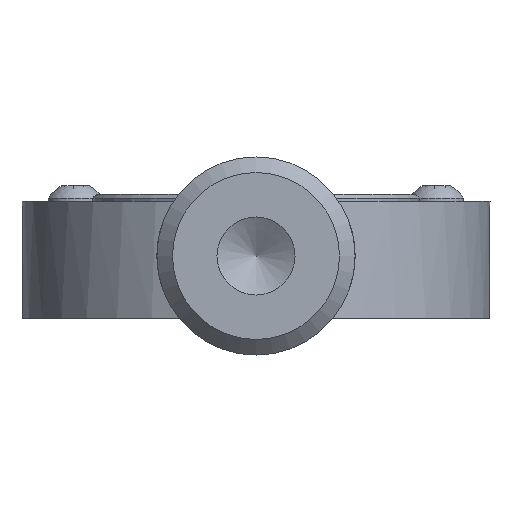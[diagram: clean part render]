
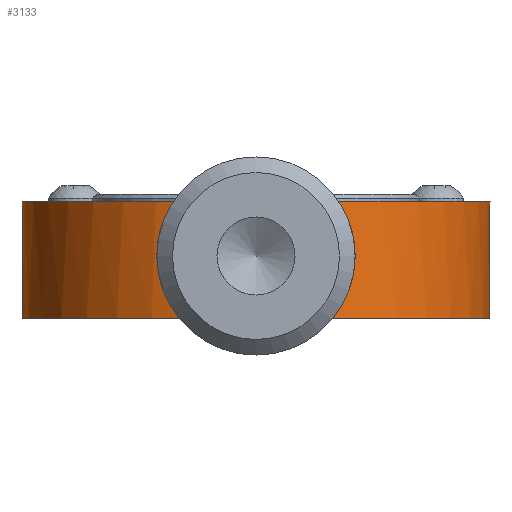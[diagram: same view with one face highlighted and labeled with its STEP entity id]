
A CAD part, front view. The second image highlights one B-rep face of the part: STEP entity #3133.
In plain terms, the highlighted cylindrical face has radius 15 mm (diameter 30 mm), a partial arc.
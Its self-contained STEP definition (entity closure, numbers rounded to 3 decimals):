
#39 = ORIENTED_EDGE ( 'NONE', *, *, #445, .F. ) ;
#69 = CARTESIAN_POINT ( 'NONE',  ( 14.142, 5., 1.7 ) ) ;
#155 = VECTOR ( 'NONE', #5122, 1000. ) ;
#166 = CARTESIAN_POINT ( 'NONE',  ( -1.75, -14.898, 0. ) ) ;
#279 = ORIENTED_EDGE ( 'NONE', *, *, #9111, .F. ) ;
#409 = DIRECTION ( 'NONE',  ( 0., 0., 1. ) ) ;
#445 = EDGE_CURVE ( 'NONE', #1887, #6878, #762, .T. ) ;
#516 = CIRCLE ( 'NONE', #3413, 15. ) ;
#762 = LINE ( 'NONE', #8805, #155 ) ;
#898 = AXIS2_PLACEMENT_3D ( 'NONE', #5978, #8252, #3732 ) ;
#914 = CYLINDRICAL_SURFACE ( 'NONE', #898, 15. ) ;
#934 = CARTESIAN_POINT ( 'NONE',  ( 0., 0., 0. ) ) ;
#1028 = ORIENTED_EDGE ( 'NONE', *, *, #5806, .T. ) ;
#1119 = VERTEX_POINT ( 'NONE', #8324 ) ;
#1169 = CARTESIAN_POINT ( 'NONE',  ( 0., 0., 7.5 ) ) ;
#1188 = DIRECTION ( 'NONE',  ( 1., 0., 0. ) ) ;
#1215 = DIRECTION ( 'NONE',  ( 1., 0., 0. ) ) ;
#1887 = VERTEX_POINT ( 'NONE', #7853 ) ;
#2415 = LINE ( 'NONE', #166, #7264 ) ;
#2528 = VERTEX_POINT ( 'NONE', #69 ) ;
#2598 = LINE ( 'NONE', #4171, #8110 ) ;
#2729 = CARTESIAN_POINT ( 'NONE',  ( 1.75, -14.898, 0. ) ) ;
#2769 = AXIS2_PLACEMENT_3D ( 'NONE', #934, #5378, #8982 ) ;
#2800 = VECTOR ( 'NONE', #9213, 1000. ) ;
#2881 = CARTESIAN_POINT ( 'NONE',  ( 1.75, -14.898, 7.5 ) ) ;
#3133 = ADVANCED_FACE ( 'NONE', ( #5358 ), #914, .T. ) ;
#3390 = CARTESIAN_POINT ( 'NONE',  ( 0., 0., 1.7 ) ) ;
#3413 = AXIS2_PLACEMENT_3D ( 'NONE', #3390, #4195, #1188 ) ;
#3730 = EDGE_CURVE ( 'NONE', #6878, #1119, #6135, .T. ) ;
#3732 = DIRECTION ( 'NONE',  ( -1., 0., 0. ) ) ;
#3848 = VERTEX_POINT ( 'NONE', #2729 ) ;
#3855 = CARTESIAN_POINT ( 'NONE',  ( -1.75, -14.898, 0. ) ) ;
#4171 = CARTESIAN_POINT ( 'NONE',  ( 14.142, 5., 1.7 ) ) ;
#4195 = DIRECTION ( 'NONE',  ( 0., 0., 1. ) ) ;
#4452 = AXIS2_PLACEMENT_3D ( 'NONE', #1169, #5508, #8408 ) ;
#4491 = AXIS2_PLACEMENT_3D ( 'NONE', #7739, #409, #1215 ) ;
#4643 = VERTEX_POINT ( 'NONE', #2881 ) ;
#4774 = EDGE_CURVE ( 'NONE', #6721, #1119, #2415, .T. ) ;
#5122 = DIRECTION ( 'NONE',  ( 0., 0., 1. ) ) ;
#5358 = FACE_OUTER_BOUND ( 'NONE', #7919, .T. ) ;
#5378 = DIRECTION ( 'NONE',  ( 0., 0., 1. ) ) ;
#5508 = DIRECTION ( 'NONE',  ( 0., 0., 1. ) ) ;
#5806 = EDGE_CURVE ( 'NONE', #3848, #6721, #8707, .T. ) ;
#5978 = CARTESIAN_POINT ( 'NONE',  ( 0., 0., 7.5 ) ) ;
#6135 = CIRCLE ( 'NONE', #4452, 15. ) ;
#6397 = EDGE_CURVE ( 'NONE', #2528, #1887, #516, .T. ) ;
#6555 = CARTESIAN_POINT ( 'NONE',  ( 14.142, 5., 7.5 ) ) ;
#6616 = DIRECTION ( 'NONE',  ( 0., 0., 1. ) ) ;
#6721 = VERTEX_POINT ( 'NONE', #3855 ) ;
#6878 = VERTEX_POINT ( 'NONE', #9091 ) ;
#7134 = EDGE_CURVE ( 'NONE', #4643, #8452, #8579, .T. ) ;
#7264 = VECTOR ( 'NONE', #6616, 1000. ) ;
#7587 = ORIENTED_EDGE ( 'NONE', *, *, #7134, .F. ) ;
#7739 = CARTESIAN_POINT ( 'NONE',  ( 0., 0., 7.5 ) ) ;
#7741 = DIRECTION ( 'NONE',  ( 0., 0., 1. ) ) ;
#7853 = CARTESIAN_POINT ( 'NONE',  ( -14.142, 5., 1.7 ) ) ;
#7919 = EDGE_LOOP ( 'NONE', ( #7587, #279, #1028, #8008, #7988, #39, #9225, #8516 ) ) ;
#7988 = ORIENTED_EDGE ( 'NONE', *, *, #3730, .F. ) ;
#8008 = ORIENTED_EDGE ( 'NONE', *, *, #4774, .T. ) ;
#8110 = VECTOR ( 'NONE', #7741, 1000. ) ;
#8252 = DIRECTION ( 'NONE',  ( 0., 0., -1. ) ) ;
#8307 = EDGE_CURVE ( 'NONE', #2528, #8452, #2598, .T. ) ;
#8324 = CARTESIAN_POINT ( 'NONE',  ( -1.75, -14.898, 7.5 ) ) ;
#8356 = LINE ( 'NONE', #9163, #2800 ) ;
#8408 = DIRECTION ( 'NONE',  ( 1., 0., 0. ) ) ;
#8452 = VERTEX_POINT ( 'NONE', #6555 ) ;
#8516 = ORIENTED_EDGE ( 'NONE', *, *, #8307, .T. ) ;
#8579 = CIRCLE ( 'NONE', #4491, 15. ) ;
#8707 = CIRCLE ( 'NONE', #2769, 15. ) ;
#8805 = CARTESIAN_POINT ( 'NONE',  ( -14.142, 5., 1.7 ) ) ;
#8982 = DIRECTION ( 'NONE',  ( 1., 0., 0. ) ) ;
#9091 = CARTESIAN_POINT ( 'NONE',  ( -14.142, 5., 7.5 ) ) ;
#9111 = EDGE_CURVE ( 'NONE', #3848, #4643, #8356, .T. ) ;
#9163 = CARTESIAN_POINT ( 'NONE',  ( 1.75, -14.898, 0. ) ) ;
#9213 = DIRECTION ( 'NONE',  ( 0., 0., 1. ) ) ;
#9225 = ORIENTED_EDGE ( 'NONE', *, *, #6397, .F. ) ;
